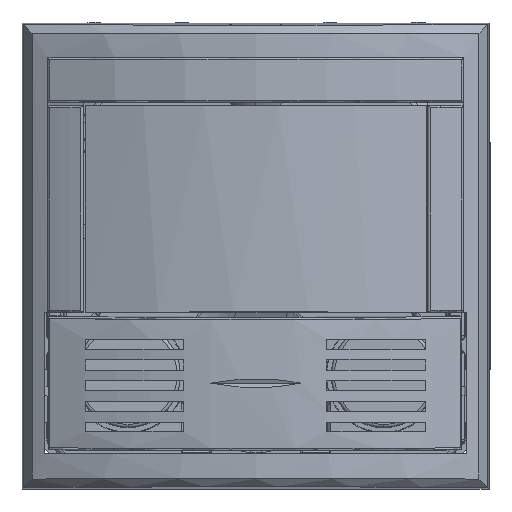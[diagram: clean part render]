
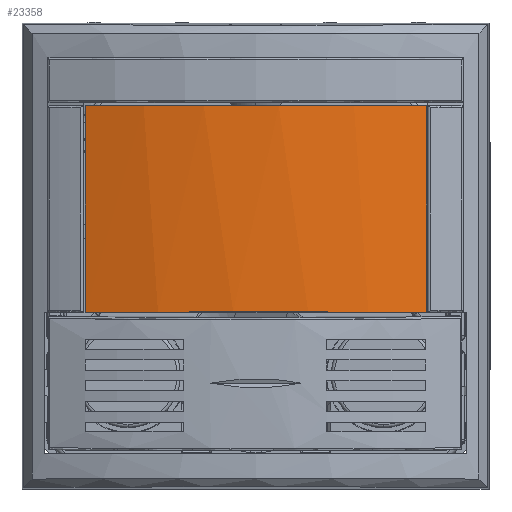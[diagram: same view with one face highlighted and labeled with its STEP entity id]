
A CAD part, top view. The second image highlights one B-rep face of the part: STEP entity #23358.
In plain terms, the highlighted cylindrical face has radius 46.33 mm (diameter 92.66 mm), a partial arc.
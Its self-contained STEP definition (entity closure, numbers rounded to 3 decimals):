
#23345=AXIS2_PLACEMENT_3D('Cylinder Axis2P3D',#23342,#23343,#23344) ;
#23058=CARTESIAN_POINT('Vertex',(-16.4,0.,9.95)) ;
#23061=CARTESIAN_POINT('Line Origine',(-16.4,0.,0.)) ;
#23065=CARTESIAN_POINT('Vertex',(-16.4,0.,-9.95)) ;
#23128=CARTESIAN_POINT('Control Point',(16.4,0.,-9.95)) ;
#23129=CARTESIAN_POINT('Control Point',(12.401,1.514,-9.937)) ;
#23130=CARTESIAN_POINT('Control Point',(8.184,2.582,-9.927)) ;
#23131=CARTESIAN_POINT('Control Point',(3.831,3.152,-9.922)) ;
#23132=CARTESIAN_POINT('Control Point',(-2.97,3.226,-9.922)) ;
#23133=CARTESIAN_POINT('Control Point',(-9.609,2.087,-9.932)) ;
#23134=CARTESIAN_POINT('Control Point',(-11.93,1.532,-9.937)) ;
#23135=CARTESIAN_POINT('Control Point',(-14.198,0.833,-9.943)) ;
#23136=CARTESIAN_POINT('Control Point',(-16.4,0.,-9.95)) ;
#23137=CARTESIAN_POINT('Vertex',(16.4,0.,-9.95)) ;
#23317=CARTESIAN_POINT('Vertex',(16.4,0.,9.95)) ;
#23321=CARTESIAN_POINT('Control Point',(-16.4,0.,9.95)) ;
#23322=CARTESIAN_POINT('Control Point',(-12.401,1.514,9.937)) ;
#23323=CARTESIAN_POINT('Control Point',(-8.184,2.582,9.927)) ;
#23324=CARTESIAN_POINT('Control Point',(-3.831,3.152,9.922)) ;
#23325=CARTESIAN_POINT('Control Point',(2.97,3.226,9.922)) ;
#23326=CARTESIAN_POINT('Control Point',(9.609,2.087,9.932)) ;
#23327=CARTESIAN_POINT('Control Point',(11.93,1.532,9.937)) ;
#23328=CARTESIAN_POINT('Control Point',(14.198,0.833,9.943)) ;
#23329=CARTESIAN_POINT('Control Point',(16.4,0.,9.95)) ;
#23342=CARTESIAN_POINT('Axis2P3D Location',(0.,-43.33,0.)) ;
#23347=CARTESIAN_POINT('Line Origine',(16.4,0.,0.)) ;
#23062=DIRECTION('Vector Direction',(0.,0.,1.)) ;
#23343=DIRECTION('Axis2P3D Direction',(0.,0.,1.)) ;
#23344=DIRECTION('Axis2P3D XDirection',(1.,0.,0.)) ;
#23348=DIRECTION('Vector Direction',(0.,0.,1.)) ;
#23063=VECTOR('Line Direction',#23062,1.) ;
#23349=VECTOR('Line Direction',#23348,1.) ;
#23353=ORIENTED_EDGE('',*,*,#23351,.T.) ;
#23354=ORIENTED_EDGE('',*,*,#23139,.T.) ;
#23355=ORIENTED_EDGE('',*,*,#23067,.T.) ;
#23356=ORIENTED_EDGE('',*,*,#23330,.T.) ;
#23358=ADVANCED_FACE('Corps principal',(#23357),#23346,.T.) ;
#23127=B_SPLINE_CURVE_WITH_KNOTS('',5,(#23128,#23129,#23130,#23131,#23132,#23133,#23134,#23135,#23136),.UNSPECIFIED.,.F.,.U.,(6,3,6),(0.,30.923,47.952),.UNSPECIFIED.) ;
#23320=B_SPLINE_CURVE_WITH_KNOTS('',5,(#23321,#23322,#23323,#23324,#23325,#23326,#23327,#23328,#23329),.UNSPECIFIED.,.F.,.U.,(6,3,6),(0.,30.923,47.952),.UNSPECIFIED.) ;
#23346=CYLINDRICAL_SURFACE('generated cylinder',#23345,46.33) ;
#23067=EDGE_CURVE('',#23066,#23059,#23064,.T.) ;
#23139=EDGE_CURVE('',#23138,#23066,#23127,.T.) ;
#23330=EDGE_CURVE('',#23059,#23318,#23320,.T.) ;
#23351=EDGE_CURVE('',#23318,#23138,#23350,.F.) ;
#23352=EDGE_LOOP('',(#23353,#23354,#23355,#23356)) ;
#23357=FACE_OUTER_BOUND('',#23352,.T.) ;
#23064=LINE('Line',#23061,#23063) ;
#23350=LINE('Line',#23347,#23349) ;
#23059=VERTEX_POINT('',#23058) ;
#23066=VERTEX_POINT('',#23065) ;
#23138=VERTEX_POINT('',#23137) ;
#23318=VERTEX_POINT('',#23317) ;
